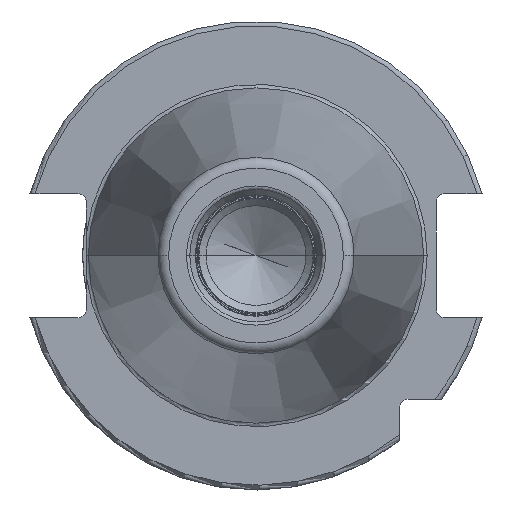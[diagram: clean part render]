
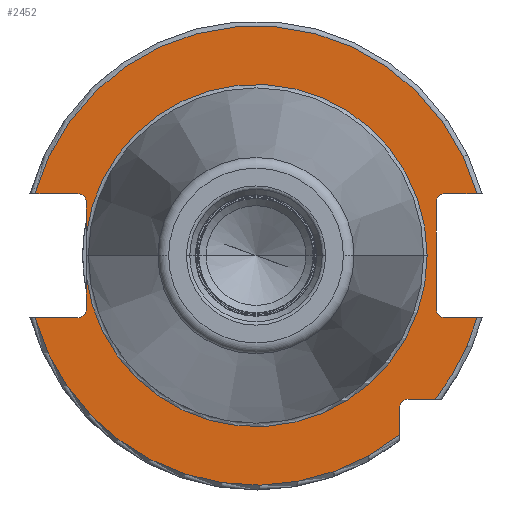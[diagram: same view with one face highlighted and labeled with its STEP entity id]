
A CAD part, left-side view. The second image highlights one B-rep face of the part: STEP entity #2452.
In plain terms, the highlighted planar face has unit normal (-1, 0, 0).
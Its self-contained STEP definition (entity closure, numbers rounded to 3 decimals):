
#105=CARTESIAN_POINT('',(3.2,35.3,-4.415));
#117=CARTESIAN_POINT('',(3.2,0.,0.));
#118=DIRECTION('',(-1.,0.,0.));
#119=DIRECTION('',(0.,0.992,-0.124));
#120=AXIS2_PLACEMENT_3D('',#117,#118,#119);
#599=CARTESIAN_POINT('',(3.2,37.05,-11.15));
#600=DIRECTION('',(1.,0.,0.));
#601=DIRECTION('',(0.,-1.,0.));
#602=AXIS2_PLACEMENT_3D('',#599,#600,#601);
#608=DIRECTION('',(0.,1.,0.));
#609=VECTOR('',#608,6.711);
#610=CARTESIAN_POINT('',(3.2,-45.961,12.9));
#611=LINE('',#610,#609);
#612=DIRECTION('',(0.,0.,1.));
#613=VECTOR('',#612,22.3);
#614=CARTESIAN_POINT('',(3.2,-37.5,-11.15));
#615=LINE('',#614,#613);
#616=DIRECTION('',(0.,1.,0.));
#617=VECTOR('',#616,6.711);
#618=CARTESIAN_POINT('',(3.2,-45.961,-12.9));
#619=LINE('',#618,#617);
#620=CARTESIAN_POINT('',(3.2,0.,0.));
#621=DIRECTION('',(-1.,0.,0.));
#622=DIRECTION('',(0.,-0.78,-0.625));
#623=AXIS2_PLACEMENT_3D('',#620,#621,#622);
#625=DIRECTION('',(0.,-1.,0.));
#626=VECTOR('',#625,5.654);
#627=CARTESIAN_POINT('',(3.2,-31.6,-29.85));
#628=LINE('',#627,#626);
#629=DIRECTION('',(0.,0.,1.));
#630=VECTOR('',#629,5.654);
#631=CARTESIAN_POINT('',(3.2,-29.85,-37.254));
#632=LINE('',#631,#630);
#633=CARTESIAN_POINT('',(3.2,0.,0.));
#634=DIRECTION('',(-1.,0.,0.));
#635=DIRECTION('',(0.,0.963,-0.27));
#636=AXIS2_PLACEMENT_3D('',#633,#634,#635);
#638=DIRECTION('',(0.,-1.,0.));
#639=VECTOR('',#638,8.911);
#640=CARTESIAN_POINT('',(3.2,45.961,-12.9));
#641=LINE('',#640,#639);
#642=DIRECTION('',(0.,0.,-1.));
#643=VECTOR('',#642,6.735);
#644=CARTESIAN_POINT('',(3.2,35.3,-4.415));
#645=LINE('',#644,#643);
#646=DIRECTION('',(0.,0.,-1.));
#647=VECTOR('',#646,6.735);
#648=CARTESIAN_POINT('',(3.2,35.3,11.15));
#649=LINE('',#648,#647);
#650=DIRECTION('',(0.,-1.,0.));
#651=VECTOR('',#650,8.911);
#652=CARTESIAN_POINT('',(3.2,45.961,12.9));
#653=LINE('',#652,#651);
#654=CARTESIAN_POINT('',(3.2,0.,0.));
#655=DIRECTION('',(1.,0.,0.));
#656=DIRECTION('',(0.,0.963,0.27));
#657=AXIS2_PLACEMENT_3D('',#654,#655,#656);
#668=CARTESIAN_POINT('',(3.2,-39.25,11.15));
#669=DIRECTION('',(1.,0.,0.));
#670=DIRECTION('',(0.,1.,0.));
#671=AXIS2_PLACEMENT_3D('',#668,#669,#670);
#686=CARTESIAN_POINT('',(3.2,-39.25,-11.15));
#687=DIRECTION('',(1.,0.,0.));
#688=DIRECTION('',(0.,0.,-1.));
#689=AXIS2_PLACEMENT_3D('',#686,#687,#688);
#810=CARTESIAN_POINT('',(3.2,45.961,-12.9));
#845=CARTESIAN_POINT('',(3.2,-45.961,-12.9));
#852=CARTESIAN_POINT('',(3.2,-37.254,-29.85));
#872=CARTESIAN_POINT('',(3.2,-31.6,-31.6));
#873=DIRECTION('',(1.,0.,0.));
#874=DIRECTION('',(0.,1.,0.));
#875=AXIS2_PLACEMENT_3D('',#872,#873,#874);
#957=CARTESIAN_POINT('',(3.2,37.05,11.15));
#958=DIRECTION('',(1.,0.,0.));
#959=DIRECTION('',(0.,0.,1.));
#960=AXIS2_PLACEMENT_3D('',#957,#958,#959);
#1043=CARTESIAN_POINT('',(3.2,45.961,12.9));
#1050=CARTESIAN_POINT('',(3.2,-45.961,12.9));
#1358=CARTESIAN_POINT('',(3.2,35.3,4.415));
#1369=CARTESIAN_POINT('',(3.2,0.,0.));
#1370=DIRECTION('',(1.,0.,0.));
#1371=DIRECTION('',(0.,0.992,0.124));
#1372=AXIS2_PLACEMENT_3D('',#1369,#1370,#1371);
#1592=CARTESIAN_POINT('',(3.2,-35.575,0.));
#1594=VERTEX_POINT('',#1592);
#1718=VERTEX_POINT('',#1358);
#1720=VERTEX_POINT('',#105);
#1723=VERTEX_POINT('',#1043);
#1724=VERTEX_POINT('',#1050);
#1727=VERTEX_POINT('',#810);
#1728=VERTEX_POINT('',#845);
#1751=CARTESIAN_POINT('',(3.2,-29.85,-37.254));
#1752=VERTEX_POINT('',#1751);
#1754=CARTESIAN_POINT('',(3.2,-37.5,-11.15));
#1756=VERTEX_POINT('',#1754);
#1758=CARTESIAN_POINT('',(3.2,-39.25,-12.9));
#1760=VERTEX_POINT('',#1758);
#1762=CARTESIAN_POINT('',(3.2,-39.25,12.9));
#1764=VERTEX_POINT('',#1762);
#1766=CARTESIAN_POINT('',(3.2,-37.5,11.15));
#1768=VERTEX_POINT('',#1766);
#1770=CARTESIAN_POINT('',(3.2,35.3,11.15));
#1772=VERTEX_POINT('',#1770);
#1774=CARTESIAN_POINT('',(3.2,37.05,12.9));
#1776=VERTEX_POINT('',#1774);
#1778=CARTESIAN_POINT('',(3.2,37.05,-12.9));
#1780=VERTEX_POINT('',#1778);
#1782=CARTESIAN_POINT('',(3.2,35.3,-11.15));
#1784=VERTEX_POINT('',#1782);
#1789=CARTESIAN_POINT('',(3.2,-29.85,-31.6));
#1790=CARTESIAN_POINT('',(3.2,-31.6,-29.85));
#1791=VERTEX_POINT('',#1789);
#1792=VERTEX_POINT('',#1790);
#1853=VERTEX_POINT('',#852);
#2412=CARTESIAN_POINT('',(3.2,0.,0.));
#2413=DIRECTION('',(1.,0.,0.));
#2414=DIRECTION('',(0.,-1.,0.));
#2415=AXIS2_PLACEMENT_3D('',#2412,#2413,#2414);
#2416=PLANE('',#2415);
#2418=ORIENTED_EDGE('',*,*,#2417,.T.);
#2420=ORIENTED_EDGE('',*,*,#2419,.F.);
#2422=ORIENTED_EDGE('',*,*,#2421,.F.);
#2424=ORIENTED_EDGE('',*,*,#2423,.F.);
#2426=ORIENTED_EDGE('',*,*,#2425,.F.);
#2428=ORIENTED_EDGE('',*,*,#2427,.F.);
#2430=ORIENTED_EDGE('',*,*,#2429,.F.);
#2432=ORIENTED_EDGE('',*,*,#2431,.F.);
#2434=ORIENTED_EDGE('',*,*,#2433,.F.);
#2436=ORIENTED_EDGE('',*,*,#2435,.F.);
#2437=ORIENTED_EDGE('',*,*,#2384,.T.);
#2438=ORIENTED_EDGE('',*,*,#2373,.F.);
#2439=ORIENTED_EDGE('',*,*,#2035,.F.);
#2440=ORIENTED_EDGE('',*,*,#2006,.T.);
#2442=ORIENTED_EDGE('',*,*,#2441,.F.);
#2443=ORIENTED_EDGE('',*,*,#2030,.F.);
#2445=ORIENTED_EDGE('',*,*,#2444,.F.);
#2447=ORIENTED_EDGE('',*,*,#2446,.F.);
#2449=ORIENTED_EDGE('',*,*,#2448,.T.);
#2450=EDGE_LOOP('',(#2418,#2420,#2422,#2424,#2426,#2428,#2430,#2432,#2434,#2436,
#2437,#2438,#2439,#2440,#2442,#2443,#2445,#2447,#2449));
#2451=FACE_OUTER_BOUND('',#2450,.F.);
#2452=ADVANCED_FACE('',(#2451),#2416,.F.);
#121=CIRCLE('',#120,35.575);
#603=CIRCLE('',#602,1.75);
#624=CIRCLE('',#623,47.738);
#637=CIRCLE('',#636,47.738);
#658=CIRCLE('',#657,47.738);
#672=CIRCLE('',#671,1.75);
#690=CIRCLE('',#689,1.75);
#876=CIRCLE('',#875,1.75);
#961=CIRCLE('',#960,1.75);
#1373=CIRCLE('',#1372,35.575);
#2006=EDGE_CURVE('',#1720,#1594,#121,.T.);
#2030=EDGE_CURVE('',#1772,#1718,#649,.T.);
#2035=EDGE_CURVE('',#1720,#1784,#645,.T.);
#2373=EDGE_CURVE('',#1784,#1780,#603,.T.);
#2384=EDGE_CURVE('',#1727,#1780,#641,.T.);
#2417=EDGE_CURVE('',#1724,#1764,#611,.T.);
#2419=EDGE_CURVE('',#1768,#1764,#672,.T.);
#2421=EDGE_CURVE('',#1756,#1768,#615,.T.);
#2423=EDGE_CURVE('',#1760,#1756,#690,.T.);
#2425=EDGE_CURVE('',#1728,#1760,#619,.T.);
#2427=EDGE_CURVE('',#1853,#1728,#624,.T.);
#2429=EDGE_CURVE('',#1792,#1853,#628,.T.);
#2431=EDGE_CURVE('',#1791,#1792,#876,.T.);
#2433=EDGE_CURVE('',#1752,#1791,#632,.T.);
#2435=EDGE_CURVE('',#1727,#1752,#637,.T.);
#2441=EDGE_CURVE('',#1718,#1594,#1373,.T.);
#2444=EDGE_CURVE('',#1776,#1772,#961,.T.);
#2446=EDGE_CURVE('',#1723,#1776,#653,.T.);
#2448=EDGE_CURVE('',#1723,#1724,#658,.T.);
